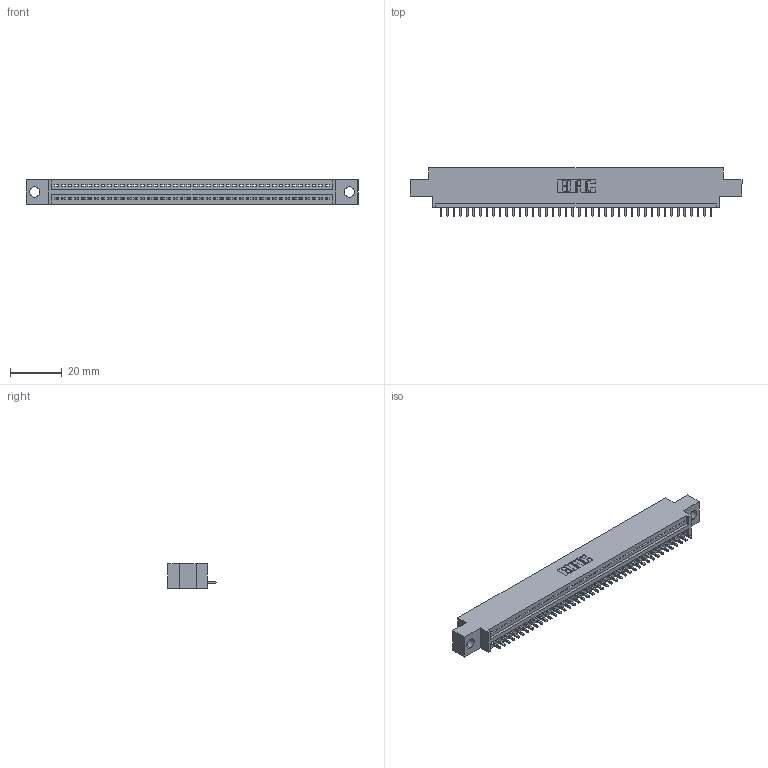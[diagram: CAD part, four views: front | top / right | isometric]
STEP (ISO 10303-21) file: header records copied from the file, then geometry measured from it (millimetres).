
FILE_DESCRIPTION (( 'STEP AP203' ), '1' );
FILE_NAME ('345-042-521-604.STEP', '2019-10-08T13:56:27', ( '' ), ( '' ), 'SwSTEP 2.0', 'SolidWorks 2016', '' );
FILE_SCHEMA (( 'CONFIG_CONTROL_DESIGN' ));
Length unit declared in the file: inch
Products named in the file (3): 345-292-001_345-293-121; 345 Part_0.170 Offset - 0.156 Dia-TH; 345-042-521-604
Assembly tree (43 placements, depth 2):
  345-042-521-604
    345 Part_0.170 Offset - 0.156 Dia-TH
    345-292-001_345-293-121  x42
Bounding box: 127.89 x 18.72 x 9.4 mm (x, y, z)
Volume: 11826.3 mm3; surface area: 15184 mm2
Topology: 43 solids, 43 shells, 2566 faces, 7745 edges, 5106 vertices
Faces by surface type: plane 1764, cylinder 802
Entity records: 31763 total; most frequent: CARTESIAN_POINT 5510, ORIENTED_EDGE 5486, DIRECTION 4811, EDGE_CURVE 2743, VECTOR 2443, LINE 2443, VERTEX_POINT 1826, AXIS2_PLACEMENT_3D 1184
